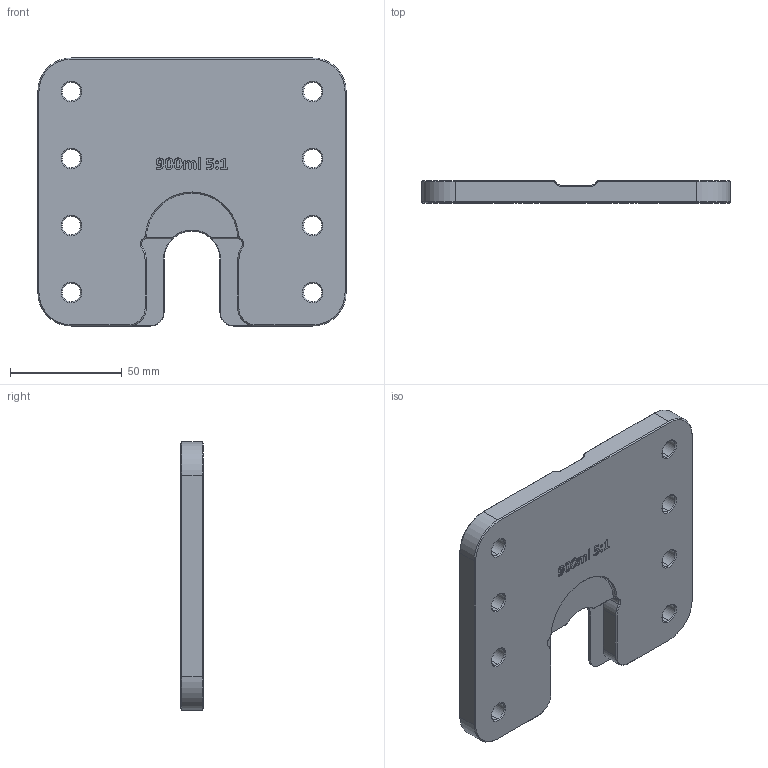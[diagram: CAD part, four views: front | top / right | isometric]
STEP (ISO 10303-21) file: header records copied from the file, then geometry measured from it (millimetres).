
FILE_DESCRIPTION (( 'STEP AP214' ), '1' );
FILE_NAME ('ST8ERBOI-MCH-P-0002A Megablock Cartridge Mount.STEP', '2025-05-16T00:04:43', ( '' ), ( '' ), 'SwSTEP 2.0', 'SolidWorks 2024', '' );
FILE_SCHEMA (( 'AUTOMOTIVE_DESIGN' ));
Length unit declared in the file: millimetre
Products named in the file (1): ST8ERBOI-MCH-P-0002A Megablock Cartridge Mount
Bounding box: 138 x 10 x 120 mm (x, y, z)
Volume: 139455.6 mm3; surface area: 37211.3 mm2
Topology: 1 solids, 1 shells, 260 faces, 652 edges, 406 vertices
Faces by surface type: bspline 82, plane 72, cone 66, cylinder 40
Entity records: 11808 total; most frequent: CARTESIAN_POINT 6050, ORIENTED_EDGE 1304, DIRECTION 974, EDGE_CURVE 652, VERTEX_POINT 406, AXIS2_PLACEMENT_3D 325, VECTOR 324, LINE 324
